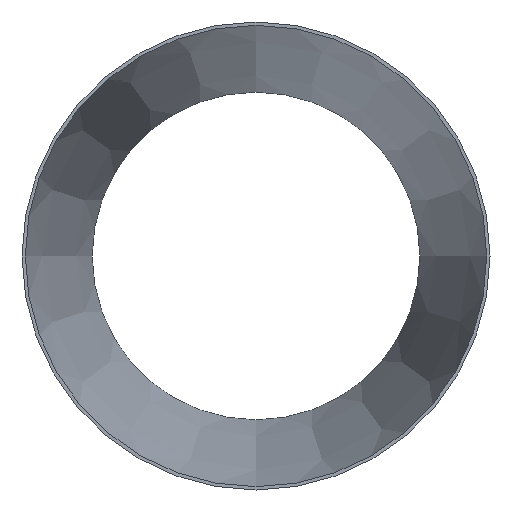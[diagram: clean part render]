
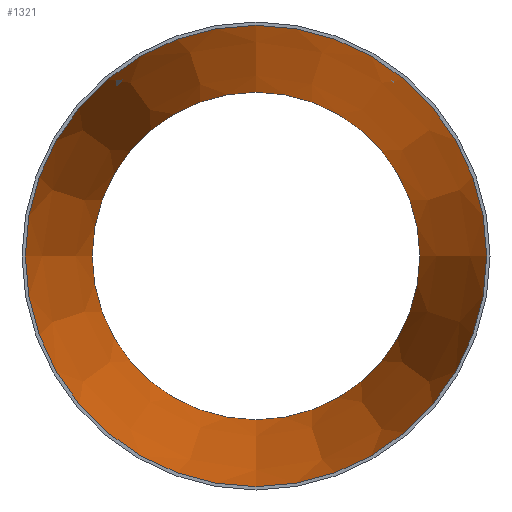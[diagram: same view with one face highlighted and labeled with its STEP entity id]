
A CAD part, front view. The second image highlights one B-rep face of the part: STEP entity #1321.
In plain terms, the highlighted conical face has half-angle 9.456 degrees and reference radius 350.531 mm.
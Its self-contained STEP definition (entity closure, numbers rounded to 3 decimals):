
#1321 = ADVANCED_FACE ( 'NONE', ( #6176, #19278 ), #27003, .F. ) ;
#2480 = VERTEX_POINT ( 'NONE', #16890 ) ;
#6176 = FACE_BOUND ( 'NONE', #44451, .T. ) ;
#7809 = CIRCLE ( 'NONE', #41649, 248.931 ) ;
#9925 = CARTESIAN_POINT ( 'NONE',  ( 0., 610., -248.931 ) ) ;
#11224 = ORIENTED_EDGE ( 'NONE', *, *, #20592, .F. ) ;
#15871 = CARTESIAN_POINT ( 'NONE',  ( 0., 0., 0. ) ) ;
#16177 = EDGE_CURVE ( 'NONE', #2480, #2480, #33166, .T. ) ;
#16890 = CARTESIAN_POINT ( 'NONE',  ( 0., 0., -350.531 ) ) ;
#17772 = DIRECTION ( 'NONE',  ( 0., 0., -1. ) ) ;
#19278 = FACE_OUTER_BOUND ( 'NONE', #38217, .T. ) ;
#20592 = EDGE_CURVE ( 'NONE', #36799, #36799, #7809, .T. ) ;
#20630 = CARTESIAN_POINT ( 'NONE',  ( 0., 610., 0. ) ) ;
#23541 = DIRECTION ( 'NONE',  ( 0., -1., 0. ) ) ;
#24008 = DIRECTION ( 'NONE',  ( 0., -1., 0. ) ) ;
#24234 = DIRECTION ( 'NONE',  ( 0., 0., -1. ) ) ;
#25940 = AXIS2_PLACEMENT_3D ( 'NONE', #34943, #44410, #17772 ) ;
#27003 = CONICAL_SURFACE ( 'NONE', #33484, 350.531, 0.165 ) ;
#33166 = CIRCLE ( 'NONE', #25940, 350.531 ) ;
#33484 = AXIS2_PLACEMENT_3D ( 'NONE', #15871, #23541, #33930 ) ;
#33930 = DIRECTION ( 'NONE',  ( 0., 0., -1. ) ) ;
#34943 = CARTESIAN_POINT ( 'NONE',  ( 0., 0., 0. ) ) ;
#36799 = VERTEX_POINT ( 'NONE', #9925 ) ;
#38217 = EDGE_LOOP ( 'NONE', ( #41295 ) ) ;
#41295 = ORIENTED_EDGE ( 'NONE', *, *, #16177, .T. ) ;
#41649 = AXIS2_PLACEMENT_3D ( 'NONE', #20630, #24008, #24234 ) ;
#44410 = DIRECTION ( 'NONE',  ( 0., -1., 0. ) ) ;
#44451 = EDGE_LOOP ( 'NONE', ( #11224 ) ) ;
